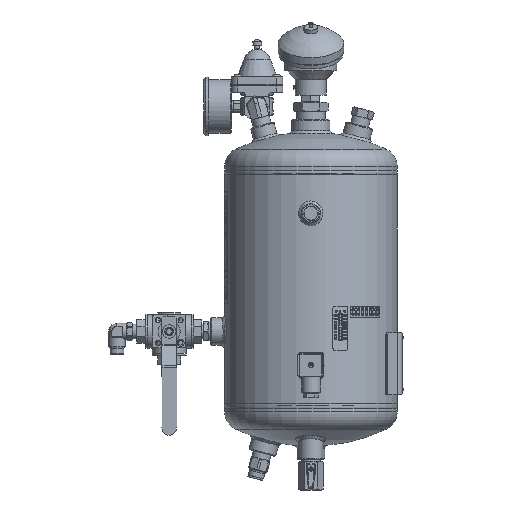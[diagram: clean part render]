
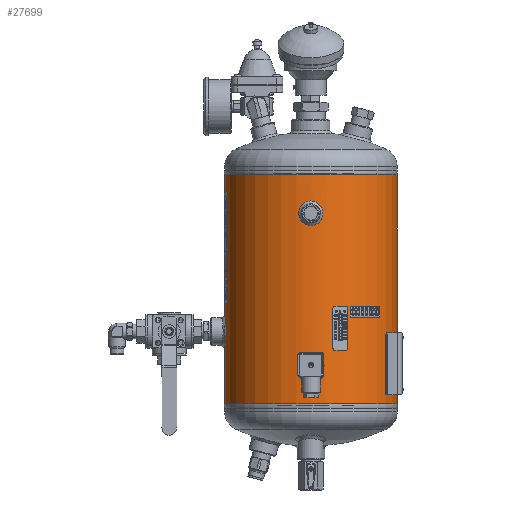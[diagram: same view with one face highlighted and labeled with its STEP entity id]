
A CAD part, front view. The second image highlights one B-rep face of the part: STEP entity #27699.
In plain terms, the highlighted cylindrical face has radius 100 mm (diameter 200 mm), a partial arc.
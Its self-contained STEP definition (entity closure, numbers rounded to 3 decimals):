
#1646=B_SPLINE_CURVE_WITH_KNOTS('',3,(#47273,#47274,#47275,#47276,#47277,
#47278,#47279,#47280,#47281,#47282,#47283,#47284,#47285,#47286,#47287,#47288,
#47289,#47290,#47291),.UNSPECIFIED.,.T.,.F.,(1,1,1,1,1,1,1,1,1,1,1,1,1,
1,1,1,1,1,1,1,1,1,1),(-0.012,-0.008,-0.004,
0.,0.004,0.008,0.012,0.016,
0.02,0.023,0.027,0.031,
0.035,0.039,0.043,0.047,
0.051,0.055,0.059,0.063,
0.066,0.07,0.074),.UNSPECIFIED.);
#1647=B_SPLINE_CURVE_WITH_KNOTS('',3,(#47293,#47294,#47295,#47296,#47297,
#47298,#47299,#47300,#47301,#47302,#47303,#47304,#47305,#47306,#47307,#47308,
#47309,#47310,#47311),.UNSPECIFIED.,.T.,.F.,(1,1,1,1,1,1,1,1,1,1,1,1,1,
1,1,1,1,1,1,1,1,1,1),(-0.012,-0.008,-0.004,
0.,0.004,0.008,0.012,
0.016,0.02,0.023,0.027,
0.031,0.035,0.039,0.043,
0.047,0.051,0.055,0.059,
0.063,0.066,0.07,0.074),
 .UNSPECIFIED.);
#1648=B_SPLINE_CURVE_WITH_KNOTS('',3,(#47313,#47314,#47315,#47316,#47317,
#47318,#47319,#47320,#47321,#47322,#47323,#47324,#47325,#47326,#47327,#47328,
#47329,#47330,#47331),.UNSPECIFIED.,.T.,.F.,(1,1,1,1,1,1,1,1,1,1,1,1,1,
1,1,1,1,1,1,1,1,1,1),(-0.018,-0.012,-0.006,
0.,0.006,0.012,0.018,0.023,
0.029,0.035,0.041,0.047,
0.053,0.059,0.065,0.07,
0.076,0.082,0.088,0.094,
0.1,0.106,0.112),.UNSPECIFIED.);
#3249=LINE('',#47333,#4555);
#3250=LINE('',#47338,#4556);
#4555=VECTOR('',#40264,1000.);
#4556=VECTOR('',#40267,1000.);
#5866=ORIENTED_EDGE('',*,*,#13842,.T.);
#5867=ORIENTED_EDGE('',*,*,#13843,.T.);
#5868=ORIENTED_EDGE('',*,*,#13844,.T.);
#5869=ORIENTED_EDGE('',*,*,#13845,.T.);
#5870=ORIENTED_EDGE('',*,*,#13846,.T.);
#5871=ORIENTED_EDGE('',*,*,#13847,.F.);
#5872=ORIENTED_EDGE('',*,*,#13848,.F.);
#13842=EDGE_CURVE('',#17830,#17830,#1646,.T.);
#13843=EDGE_CURVE('',#17831,#17831,#1647,.T.);
#13844=EDGE_CURVE('',#17832,#17832,#1648,.T.);
#13845=EDGE_CURVE('',#17833,#17834,#3249,.T.);
#13846=EDGE_CURVE('',#17834,#17835,#20787,.T.);
#13847=EDGE_CURVE('',#17836,#17835,#3250,.T.);
#13848=EDGE_CURVE('',#17833,#17836,#20788,.T.);
#17830=VERTEX_POINT('',#47292);
#17831=VERTEX_POINT('',#47312);
#17832=VERTEX_POINT('',#47332);
#17833=VERTEX_POINT('',#47334);
#17834=VERTEX_POINT('',#47335);
#17835=VERTEX_POINT('',#47337);
#17836=VERTEX_POINT('',#47339);
#20787=CIRCLE('',#37435,100.);
#20788=CIRCLE('',#37436,100.);
#21849=EDGE_LOOP('',(#5866));
#21850=EDGE_LOOP('',(#5867));
#21851=EDGE_LOOP('',(#5868));
#21852=EDGE_LOOP('',(#5869,#5870,#5871,#5872));
#24501=FACE_BOUND('',#21849,.T.);
#24502=FACE_BOUND('',#21850,.T.);
#24503=FACE_BOUND('',#21851,.T.);
#24504=FACE_BOUND('',#21852,.T.);
#27154=CYLINDRICAL_SURFACE('',#37434,100.);
#27699=ADVANCED_FACE('',(#24501,#24502,#24503,#24504),#27154,.T.);
#37434=AXIS2_PLACEMENT_3D('',#47272,#40262,#40263);
#37435=AXIS2_PLACEMENT_3D('',#47336,#40265,#40266);
#37436=AXIS2_PLACEMENT_3D('',#47340,#40268,#40269);
#40262=DIRECTION('',(0.,-1.,0.));
#40263=DIRECTION('',(0.,0.,-1.));
#40264=DIRECTION('',(0.,-1.,0.));
#40265=DIRECTION('',(0.,1.,0.));
#40266=DIRECTION('',(1.,0.,0.));
#40267=DIRECTION('',(0.,-1.,0.));
#40268=DIRECTION('',(0.,1.,0.));
#40269=DIRECTION('',(1.,0.,0.));
#47272=CARTESIAN_POINT('',(0.,265.,0.));
#47273=CARTESIAN_POINT('',(-9.473,48.444,-99.554));
#47274=CARTESIAN_POINT('',(-10.262,44.497,-99.471));
#47275=CARTESIAN_POINT('',(-9.477,40.569,-99.553));
#47276=CARTESIAN_POINT('',(-7.254,37.244,-99.75));
#47277=CARTESIAN_POINT('',(-3.93,35.023,-99.946));
#47278=CARTESIAN_POINT('',(-0.006,34.24,-100.027));
#47279=CARTESIAN_POINT('',(3.922,35.019,-99.946));
#47280=CARTESIAN_POINT('',(7.252,37.242,-99.75));
#47281=CARTESIAN_POINT('',(9.478,40.57,-99.553));
#47282=CARTESIAN_POINT('',(10.26,44.496,-99.472));
#47283=CARTESIAN_POINT('',(9.481,48.422,-99.553));
#47284=CARTESIAN_POINT('',(7.262,51.747,-99.749));
#47285=CARTESIAN_POINT('',(3.94,53.974,-99.945));
#47286=CARTESIAN_POINT('',(0.01,54.761,-100.027));
#47287=CARTESIAN_POINT('',(-3.923,53.981,-99.946));
#47288=CARTESIAN_POINT('',(-7.249,51.759,-99.75));
#47289=CARTESIAN_POINT('',(-9.473,48.444,-99.554));
#47290=CARTESIAN_POINT('',(-10.262,44.497,-99.471));
#47291=CARTESIAN_POINT('',(-9.477,40.569,-99.553));
#47292=CARTESIAN_POINT('',(-10.,44.5,-99.499));
#47293=CARTESIAN_POINT('',(3.944,229.973,-99.945));
#47294=CARTESIAN_POINT('',(-0.003,230.762,-100.027));
#47295=CARTESIAN_POINT('',(-3.931,229.977,-99.946));
#47296=CARTESIAN_POINT('',(-7.256,227.754,-99.75));
#47297=CARTESIAN_POINT('',(-9.477,224.43,-99.553));
#47298=CARTESIAN_POINT('',(-10.26,220.506,-99.472));
#47299=CARTESIAN_POINT('',(-9.481,216.578,-99.553));
#47300=CARTESIAN_POINT('',(-7.258,213.248,-99.75));
#47301=CARTESIAN_POINT('',(-3.93,211.022,-99.946));
#47302=CARTESIAN_POINT('',(-0.004,210.24,-100.027));
#47303=CARTESIAN_POINT('',(3.922,211.019,-99.946));
#47304=CARTESIAN_POINT('',(7.247,213.238,-99.75));
#47305=CARTESIAN_POINT('',(9.474,216.56,-99.554));
#47306=CARTESIAN_POINT('',(10.261,220.49,-99.471));
#47307=CARTESIAN_POINT('',(9.481,224.423,-99.553));
#47308=CARTESIAN_POINT('',(7.259,227.749,-99.749));
#47309=CARTESIAN_POINT('',(3.944,229.973,-99.945));
#47310=CARTESIAN_POINT('',(-0.003,230.762,-100.027));
#47311=CARTESIAN_POINT('',(-3.931,229.977,-99.946));
#47312=CARTESIAN_POINT('',(0.,230.5,-100.));
#47313=CARTESIAN_POINT('',(-98.994,187.429,14.208));
#47314=CARTESIAN_POINT('',(-98.806,181.503,15.395));
#47315=CARTESIAN_POINT('',(-98.993,175.608,14.214));
#47316=CARTESIAN_POINT('',(-99.436,170.625,10.88));
#47317=CARTESIAN_POINT('',(-99.878,167.295,5.9));
#47318=CARTESIAN_POINT('',(-100.061,166.117,0.009));
#47319=CARTESIAN_POINT('',(-99.879,167.288,-5.887));
#47320=CARTESIAN_POINT('',(-99.437,170.623,-10.879));
#47321=CARTESIAN_POINT('',(-98.992,175.61,-14.215));
#47322=CARTESIAN_POINT('',(-98.807,181.503,-15.391));
#47323=CARTESIAN_POINT('',(-98.992,187.396,-14.219));
#47324=CARTESIAN_POINT('',(-99.435,192.379,-10.892));
#47325=CARTESIAN_POINT('',(-99.877,195.718,-5.914));
#47326=CARTESIAN_POINT('',(-100.061,196.901,-0.013));
#47327=CARTESIAN_POINT('',(-99.878,195.728,5.889));
#47328=CARTESIAN_POINT('',(-99.437,192.395,10.874));
#47329=CARTESIAN_POINT('',(-98.994,187.429,14.208));
#47330=CARTESIAN_POINT('',(-98.806,181.503,15.395));
#47331=CARTESIAN_POINT('',(-98.993,175.608,14.214));
#47332=CARTESIAN_POINT('',(-98.869,181.508,15.));
#47333=CARTESIAN_POINT('',(0.254,265.,100.));
#47334=CARTESIAN_POINT('',(0.254,265.,100.));
#47335=CARTESIAN_POINT('',(0.254,0.,100.));
#47336=CARTESIAN_POINT('',(0.,0.,0.));
#47337=CARTESIAN_POINT('',(-0.254,0.,100.));
#47338=CARTESIAN_POINT('',(-0.254,265.,100.));
#47339=CARTESIAN_POINT('',(-0.254,265.,100.));
#47340=CARTESIAN_POINT('',(0.,265.,0.));
